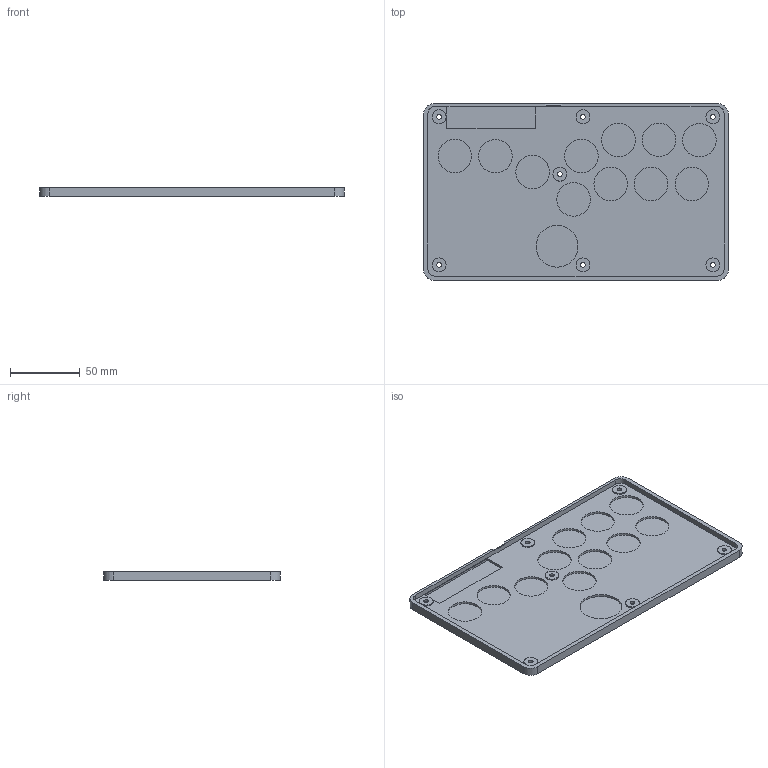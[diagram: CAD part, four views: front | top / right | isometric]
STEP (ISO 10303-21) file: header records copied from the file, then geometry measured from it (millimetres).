
FILE_DESCRIPTION(/* description */ (''),/* implementation_level */ '2;1');
FILE_NAME(/* name */ 'Flatbox-rev5-CNC-Bottom.step',/* time_stamp */ '2023-08-18T18:57:47+02:00',/* author */ (''),/* organization */ (''),/* preprocessor_version */ 'ST-DEVELOPER v20',/* originating_system */ 'Autodesk Translation Framework v12.9.0.99',/* authorisation */ '');
FILE_SCHEMA (('AUTOMOTIVE_DESIGN { 1 0 10303 214 3 1 1 }'));
Length unit declared in the file: millimetre
Products named in the file (1): Flatbox-rev5-CNC
Bounding box: 218 x 126.4 x 6.2 mm (x, y, z)
Volume: 62345.3 mm3; surface area: 63681.4 mm2
Topology: 1 solids, 1 shells, 82 faces, 171 edges, 111 vertices
Faces by surface type: plane 41, cylinder 34, cone 7
Full cylindrical faces by diameter (mm): 3.3 x7, 10 x7, 24 x11, 30 x1
Entity records: 2248 total; most frequent: DIRECTION 412, CARTESIAN_POINT 365, ORIENTED_EDGE 342, EDGE_CURVE 171, AXIS2_PLACEMENT_3D 158, EDGE_LOOP 116, VERTEX_POINT 111, LINE 96
